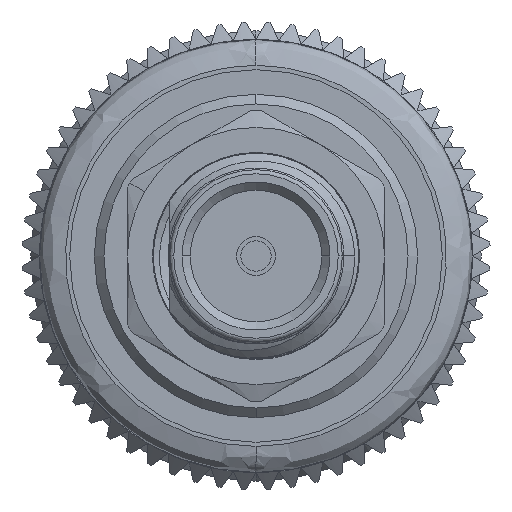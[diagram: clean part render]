
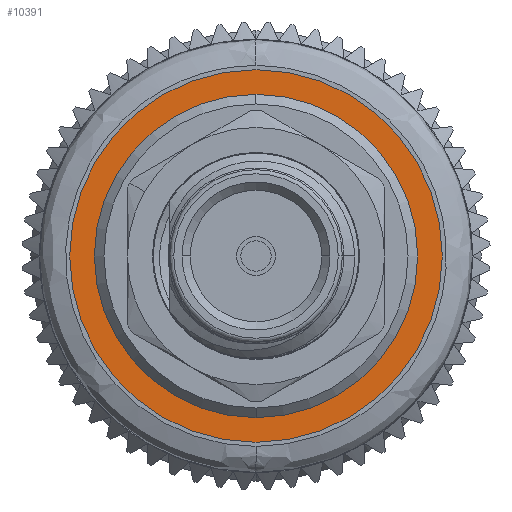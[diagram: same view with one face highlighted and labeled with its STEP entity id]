
A CAD part, left-side view. The second image highlights one B-rep face of the part: STEP entity #10391.
In plain terms, the highlighted face is planar.
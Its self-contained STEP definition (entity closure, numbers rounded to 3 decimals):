
#473 = AXIS2_PLACEMENT_3D ( 'NONE', #37951, #28158, #28568 ) ;
#691 = FACE_BOUND ( 'NONE', #28248, .T. ) ;
#2749 = CIRCLE ( 'NONE', #12269, 5.757 ) ;
#4113 = FACE_OUTER_BOUND ( 'NONE', #29344, .T. ) ;
#5041 = DIRECTION ( 'NONE',  ( 0., 0., 1. ) ) ;
#5103 = CARTESIAN_POINT ( 'NONE',  ( 19.901, 0., 0. ) ) ;
#8244 = DIRECTION ( 'NONE',  ( 1., 0., 0. ) ) ;
#8278 = AXIS2_PLACEMENT_3D ( 'NONE', #20073, #20711, #13701 ) ;
#9007 = VERTEX_POINT ( 'NONE', #14540 ) ;
#10211 = ORIENTED_EDGE ( 'NONE', *, *, #10342, .T. ) ;
#10342 = EDGE_CURVE ( 'NONE', #29515, #9007, #21175, .T. ) ;
#10355 = CARTESIAN_POINT ( 'NONE',  ( 19.901, 0., 5.757 ) ) ;
#10391 = ADVANCED_FACE ( 'NONE', ( #691, #4113 ), #10511, .T. ) ;
#10511 = PLANE ( 'NONE',  #31354 ) ;
#10935 = CARTESIAN_POINT ( 'NONE',  ( 19.901, 0., 0. ) ) ;
#11346 = ORIENTED_EDGE ( 'NONE', *, *, #16833, .T. ) ;
#12269 = AXIS2_PLACEMENT_3D ( 'NONE', #5103, #36813, #27024 ) ;
#13586 = VERTEX_POINT ( 'NONE', #10355 ) ;
#13701 = DIRECTION ( 'NONE',  ( 0., 0., 1. ) ) ;
#14540 = CARTESIAN_POINT ( 'NONE',  ( 19.901, 0., -4.995 ) ) ;
#16833 = EDGE_CURVE ( 'NONE', #32520, #13586, #31464, .T. ) ;
#17536 = DIRECTION ( 'NONE',  ( 0., 0., -1. ) ) ;
#18842 = CIRCLE ( 'NONE', #473, 4.995 ) ;
#20073 = CARTESIAN_POINT ( 'NONE',  ( 19.901, 0., 0. ) ) ;
#20711 = DIRECTION ( 'NONE',  ( -1., 0., 0. ) ) ;
#21175 = CIRCLE ( 'NONE', #8278, 4.995 ) ;
#21834 = CARTESIAN_POINT ( 'NONE',  ( 19.901, 0., 0. ) ) ;
#22242 = CARTESIAN_POINT ( 'NONE',  ( 19.901, 0., 4.995 ) ) ;
#22299 = EDGE_CURVE ( 'NONE', #9007, #29515, #18842, .T. ) ;
#24436 = CARTESIAN_POINT ( 'NONE',  ( 19.901, 0., -5.757 ) ) ;
#27013 = ORIENTED_EDGE ( 'NONE', *, *, #40575, .T. ) ;
#27024 = DIRECTION ( 'NONE',  ( 0., 0., 1. ) ) ;
#28158 = DIRECTION ( 'NONE',  ( -1., 0., 0. ) ) ;
#28248 = EDGE_LOOP ( 'NONE', ( #10211, #29633 ) ) ;
#28568 = DIRECTION ( 'NONE',  ( 0., 0., 1. ) ) ;
#29344 = EDGE_LOOP ( 'NONE', ( #27013, #11346 ) ) ;
#29437 = AXIS2_PLACEMENT_3D ( 'NONE', #21834, #8244, #5041 ) ;
#29515 = VERTEX_POINT ( 'NONE', #22242 ) ;
#29633 = ORIENTED_EDGE ( 'NONE', *, *, #22299, .T. ) ;
#30268 = DIRECTION ( 'NONE',  ( 1., 0., 0. ) ) ;
#31354 = AXIS2_PLACEMENT_3D ( 'NONE', #10935, #30268, #17536 ) ;
#31464 = CIRCLE ( 'NONE', #29437, 5.757 ) ;
#32520 = VERTEX_POINT ( 'NONE', #24436 ) ;
#36813 = DIRECTION ( 'NONE',  ( 1., 0., 0. ) ) ;
#37951 = CARTESIAN_POINT ( 'NONE',  ( 19.901, 0., 0. ) ) ;
#40575 = EDGE_CURVE ( 'NONE', #13586, #32520, #2749, .T. ) ;
